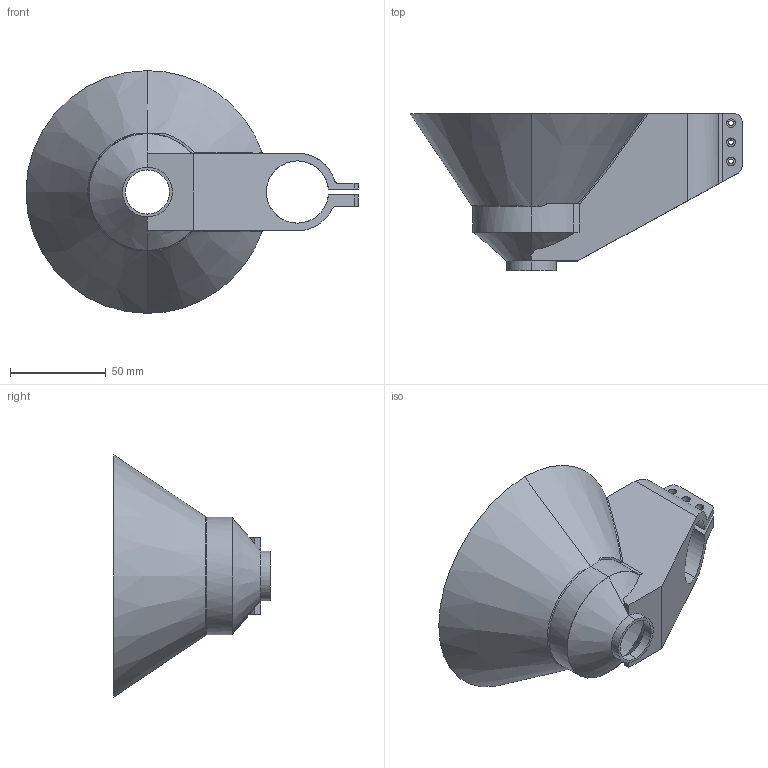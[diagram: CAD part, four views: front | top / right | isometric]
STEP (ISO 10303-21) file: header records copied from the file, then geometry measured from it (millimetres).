
FILE_DESCRIPTION (( 'STEP AP203' ), '1' );
FILE_NAME ('穢須-2.STEP', '2024-01-05T07:41:07', ( 'zym-develop' ), ( '' ), 'SwSTEP 2.0', 'SolidWorks 2020', '' );
FILE_SCHEMA (( 'CONFIG_CONTROL_DESIGN' ));
Length unit declared in the file: millimetre
Products named in the file (1): 穢須-2
Bounding box: 173.41 x 82 x 126.82 mm (x, y, z)
Volume: 126033.8 mm3; surface area: 60821.5 mm2
Topology: 1 solids, 1 shells, 71 faces, 196 edges, 128 vertices
Faces by surface type: cylinder 34, plane 23, cone 12, bspline 2
Entity records: 2559 total; most frequent: CARTESIAN_POINT 634, ORIENTED_EDGE 392, DIRECTION 389, EDGE_CURVE 196, AXIS2_PLACEMENT_3D 151, VERTEX_POINT 128, LINE 87, VECTOR 87
